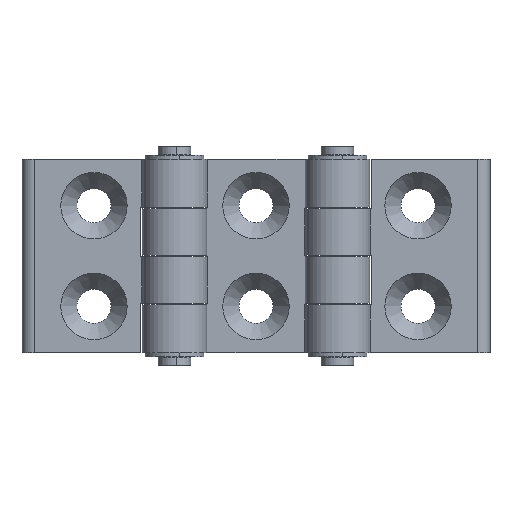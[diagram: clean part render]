
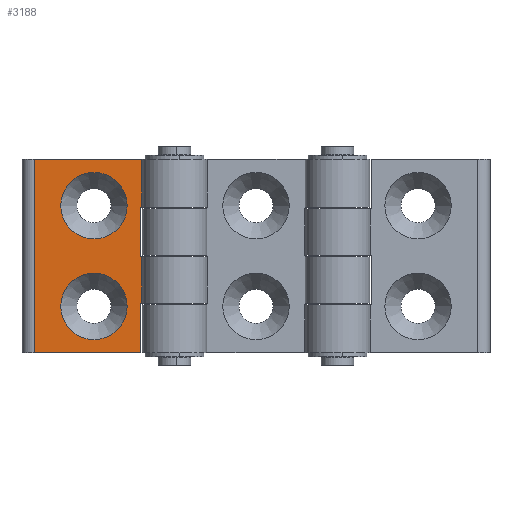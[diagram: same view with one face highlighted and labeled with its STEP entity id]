
A CAD part, top view. The second image highlights one B-rep face of the part: STEP entity #3188.
In plain terms, the highlighted planar face has unit normal (0, 0, 1).
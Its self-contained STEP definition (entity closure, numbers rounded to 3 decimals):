
#3 = LINE ( 'NONE', #1095, #3255 ) ;
#33 = VECTOR ( 'NONE', #1737, 1000. ) ;
#44 = LINE ( 'NONE', #1618, #478 ) ;
#57 = CARTESIAN_POINT ( 'NONE',  ( -11.625, 24., 3.1 ) ) ;
#103 = CARTESIAN_POINT ( 'NONE',  ( 0., -12.5, 3.1 ) ) ;
#181 = EDGE_CURVE ( 'NONE', #2845, #1041, #1088, .T. ) ;
#218 = DIRECTION ( 'NONE',  ( 1., 0., 0. ) ) ;
#260 = LINE ( 'NONE', #2823, #1990 ) ;
#263 = CIRCLE ( 'NONE', #539, 8.25 ) ;
#305 = VERTEX_POINT ( 'NONE', #2003 ) ;
#384 = VERTEX_POINT ( 'NONE', #1932 ) ;
#395 = VERTEX_POINT ( 'NONE', #3301 ) ;
#398 = CARTESIAN_POINT ( 'NONE',  ( 14.875, -24., 3.1 ) ) ;
#426 = CARTESIAN_POINT ( 'NONE',  ( -12.125, -24., 3.1 ) ) ;
#478 = VECTOR ( 'NONE', #1853, 1000. ) ;
#539 = AXIS2_PLACEMENT_3D ( 'NONE', #1679, #597, #3167 ) ;
#548 = CARTESIAN_POINT ( 'NONE',  ( -12.125, 24., 3.1 ) ) ;
#556 = CARTESIAN_POINT ( 'NONE',  ( -12.125, 24., 3.1 ) ) ;
#569 = AXIS2_PLACEMENT_3D ( 'NONE', #103, #2950, #623 ) ;
#597 = DIRECTION ( 'NONE',  ( 0., 0., 1. ) ) ;
#623 = DIRECTION ( 'NONE',  ( 1., 0., 0. ) ) ;
#688 = CARTESIAN_POINT ( 'NONE',  ( 14.875, 24., 3.1 ) ) ;
#775 = EDGE_CURVE ( 'NONE', #1943, #395, #2087, .T. ) ;
#798 = CARTESIAN_POINT ( 'NONE',  ( 14.875, 24., 3.1 ) ) ;
#805 = VERTEX_POINT ( 'NONE', #1508 ) ;
#821 = ORIENTED_EDGE ( 'NONE', *, *, #1748, .T. ) ;
#836 = DIRECTION ( 'NONE',  ( 1., 0., 0. ) ) ;
#872 = CARTESIAN_POINT ( 'NONE',  ( 0., -12.1, 3.1 ) ) ;
#875 = DIRECTION ( 'NONE',  ( 1., 0., 0. ) ) ;
#892 = VERTEX_POINT ( 'NONE', #973 ) ;
#944 = EDGE_CURVE ( 'NONE', #1039, #2626, #263, .T. ) ;
#948 = FACE_BOUND ( 'NONE', #1749, .T. ) ;
#973 = CARTESIAN_POINT ( 'NONE',  ( -11.625, -12.1, 3.1 ) ) ;
#985 = DIRECTION ( 'NONE',  ( 0., 0., 1. ) ) ;
#1039 = VERTEX_POINT ( 'NONE', #2419 ) ;
#1041 = VERTEX_POINT ( 'NONE', #57 ) ;
#1088 = LINE ( 'NONE', #556, #3235 ) ;
#1095 = CARTESIAN_POINT ( 'NONE',  ( -11.625, 0., 3.1 ) ) ;
#1115 = VECTOR ( 'NONE', #2514, 1000. ) ;
#1157 = VERTEX_POINT ( 'NONE', #398 ) ;
#1166 = EDGE_LOOP ( 'NONE', ( #2637, #3147 ) ) ;
#1167 = CARTESIAN_POINT ( 'NONE',  ( -8.25, 12.5, 3.1 ) ) ;
#1193 = ORIENTED_EDGE ( 'NONE', *, *, #181, .T. ) ;
#1228 = EDGE_LOOP ( 'NONE', ( #3008, #821, #1193, #1229, #3269, #3288, #3239, #1789, #2320, #2397 ) ) ;
#1229 = ORIENTED_EDGE ( 'NONE', *, *, #2958, .T. ) ;
#1309 = LINE ( 'NONE', #798, #2465 ) ;
#1331 = CARTESIAN_POINT ( 'NONE',  ( -8.25, -12.5, 3.1 ) ) ;
#1355 = CARTESIAN_POINT ( 'NONE',  ( 0., 12.5, 3.1 ) ) ;
#1373 = DIRECTION ( 'NONE',  ( 0., 0., 1. ) ) ;
#1488 = CARTESIAN_POINT ( 'NONE',  ( 0., 11.7, 3.1 ) ) ;
#1508 = CARTESIAN_POINT ( 'NONE',  ( -12.125, -12.1, 3.1 ) ) ;
#1518 = EDGE_CURVE ( 'NONE', #805, #892, #2171, .T. ) ;
#1593 = DIRECTION ( 'NONE',  ( 0., -1., 0. ) ) ;
#1596 = CIRCLE ( 'NONE', #569, 8.25 ) ;
#1605 = CARTESIAN_POINT ( 'NONE',  ( -12.125, 11.7, 3.1 ) ) ;
#1618 = CARTESIAN_POINT ( 'NONE',  ( -12.125, -24., 3.1 ) ) ;
#1649 = CARTESIAN_POINT ( 'NONE',  ( 8.25, -12.5, 3.1 ) ) ;
#1651 = CIRCLE ( 'NONE', #2260, 8.25 ) ;
#1679 = CARTESIAN_POINT ( 'NONE',  ( 0., 12.5, 3.1 ) ) ;
#1737 = DIRECTION ( 'NONE',  ( 1., 0., 0. ) ) ;
#1748 = EDGE_CURVE ( 'NONE', #1157, #2845, #1309, .T. ) ;
#1749 = EDGE_LOOP ( 'NONE', ( #3249, #2649 ) ) ;
#1755 = VECTOR ( 'NONE', #836, 1000. ) ;
#1765 = PLANE ( 'NONE',  #2685 ) ;
#1789 = ORIENTED_EDGE ( 'NONE', *, *, #3169, .T. ) ;
#1848 = VECTOR ( 'NONE', #2604, 1000. ) ;
#1853 = DIRECTION ( 'NONE',  ( 1., 0., 0. ) ) ;
#1885 = EDGE_CURVE ( 'NONE', #2626, #1039, #1651, .T. ) ;
#1932 = CARTESIAN_POINT ( 'NONE',  ( -11.625, 11.7, 3.1 ) ) ;
#1943 = VERTEX_POINT ( 'NONE', #1605 ) ;
#1990 = VECTOR ( 'NONE', #1593, 1000. ) ;
#2003 = CARTESIAN_POINT ( 'NONE',  ( -11.625, 0.2, 3.1 ) ) ;
#2013 = LINE ( 'NONE', #1488, #1115 ) ;
#2040 = CARTESIAN_POINT ( 'NONE',  ( 0., 0., 3.1 ) ) ;
#2043 = AXIS2_PLACEMENT_3D ( 'NONE', #3168, #2455, #875 ) ;
#2087 = LINE ( 'NONE', #548, #1848 ) ;
#2114 = DIRECTION ( 'NONE',  ( -1., 0., 0. ) ) ;
#2171 = LINE ( 'NONE', #872, #1755 ) ;
#2183 = EDGE_CURVE ( 'NONE', #395, #305, #3220, .T. ) ;
#2191 = CARTESIAN_POINT ( 'NONE',  ( -11.625, 0., 3.1 ) ) ;
#2224 = EDGE_CURVE ( 'NONE', #1943, #384, #2013, .T. ) ;
#2247 = VERTEX_POINT ( 'NONE', #426 ) ;
#2256 = EDGE_CURVE ( 'NONE', #3001, #3086, #1596, .T. ) ;
#2260 = AXIS2_PLACEMENT_3D ( 'NONE', #1355, #1373, #2613 ) ;
#2320 = ORIENTED_EDGE ( 'NONE', *, *, #1518, .F. ) ;
#2397 = ORIENTED_EDGE ( 'NONE', *, *, #2954, .T. ) ;
#2419 = CARTESIAN_POINT ( 'NONE',  ( 8.25, 12.5, 3.1 ) ) ;
#2421 = DIRECTION ( 'NONE',  ( 0., -1., 0. ) ) ;
#2455 = DIRECTION ( 'NONE',  ( 0., 0., -1. ) ) ;
#2465 = VECTOR ( 'NONE', #2842, 1000. ) ;
#2514 = DIRECTION ( 'NONE',  ( 1., 0., 0. ) ) ;
#2568 = EDGE_CURVE ( 'NONE', #2247, #1157, #44, .T. ) ;
#2604 = DIRECTION ( 'NONE',  ( 0., -1., 0. ) ) ;
#2613 = DIRECTION ( 'NONE',  ( 1., 0., 0. ) ) ;
#2626 = VERTEX_POINT ( 'NONE', #1167 ) ;
#2629 = CIRCLE ( 'NONE', #2043, 8.25 ) ;
#2637 = ORIENTED_EDGE ( 'NONE', *, *, #944, .F. ) ;
#2649 = ORIENTED_EDGE ( 'NONE', *, *, #2256, .T. ) ;
#2685 = AXIS2_PLACEMENT_3D ( 'NONE', #2040, #985, #218 ) ;
#2823 = CARTESIAN_POINT ( 'NONE',  ( -12.125, 24., 3.1 ) ) ;
#2836 = VECTOR ( 'NONE', #2421, 1000. ) ;
#2842 = DIRECTION ( 'NONE',  ( 0., 1., 0. ) ) ;
#2845 = VERTEX_POINT ( 'NONE', #688 ) ;
#2938 = LINE ( 'NONE', #2191, #2836 ) ;
#2950 = DIRECTION ( 'NONE',  ( 0., 0., -1. ) ) ;
#2954 = EDGE_CURVE ( 'NONE', #805, #2247, #260, .T. ) ;
#2958 = EDGE_CURVE ( 'NONE', #1041, #384, #3, .T. ) ;
#2982 = CARTESIAN_POINT ( 'NONE',  ( 0., 0.2, 3.1 ) ) ;
#2990 = FACE_BOUND ( 'NONE', #1166, .T. ) ;
#3001 = VERTEX_POINT ( 'NONE', #1331 ) ;
#3008 = ORIENTED_EDGE ( 'NONE', *, *, #2568, .T. ) ;
#3070 = EDGE_CURVE ( 'NONE', #3086, #3001, #2629, .T. ) ;
#3086 = VERTEX_POINT ( 'NONE', #1649 ) ;
#3136 = DIRECTION ( 'NONE',  ( 0., -1., 0. ) ) ;
#3147 = ORIENTED_EDGE ( 'NONE', *, *, #1885, .F. ) ;
#3167 = DIRECTION ( 'NONE',  ( 1., 0., 0. ) ) ;
#3168 = CARTESIAN_POINT ( 'NONE',  ( 0., -12.5, 3.1 ) ) ;
#3169 = EDGE_CURVE ( 'NONE', #305, #892, #2938, .T. ) ;
#3188 = ADVANCED_FACE ( 'NONE', ( #948, #2990, #3245 ), #1765, .T. ) ;
#3220 = LINE ( 'NONE', #2982, #33 ) ;
#3235 = VECTOR ( 'NONE', #2114, 1000. ) ;
#3239 = ORIENTED_EDGE ( 'NONE', *, *, #2183, .T. ) ;
#3245 = FACE_OUTER_BOUND ( 'NONE', #1228, .T. ) ;
#3249 = ORIENTED_EDGE ( 'NONE', *, *, #3070, .T. ) ;
#3255 = VECTOR ( 'NONE', #3136, 1000. ) ;
#3269 = ORIENTED_EDGE ( 'NONE', *, *, #2224, .F. ) ;
#3288 = ORIENTED_EDGE ( 'NONE', *, *, #775, .T. ) ;
#3301 = CARTESIAN_POINT ( 'NONE',  ( -12.125, 0.2, 3.1 ) ) ;
